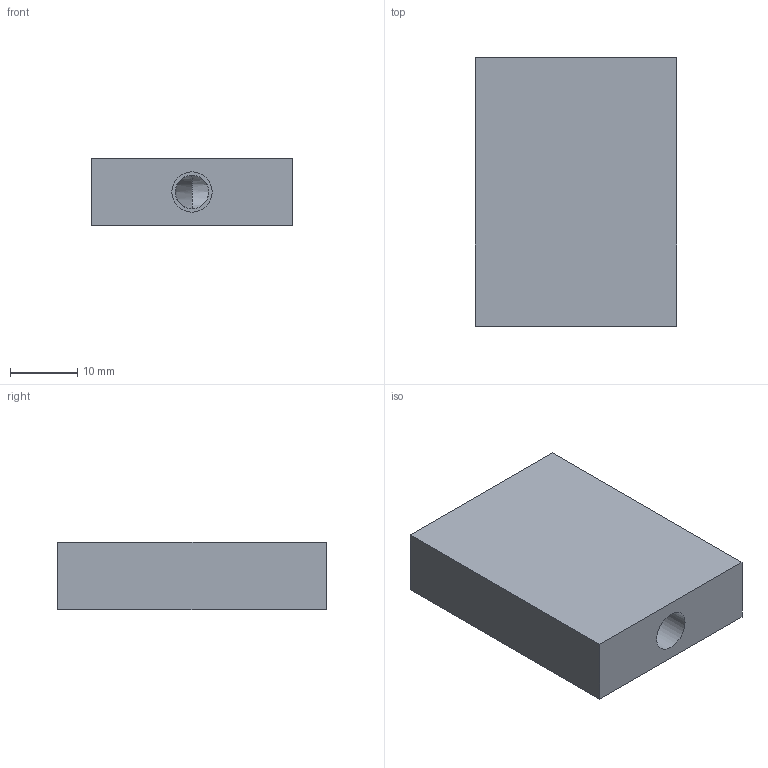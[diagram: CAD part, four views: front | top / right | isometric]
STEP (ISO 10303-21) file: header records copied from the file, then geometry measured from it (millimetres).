
FILE_DESCRIPTION(/* description */ (''),/* implementation_level */ '2;1');
FILE_NAME(/* name */ 'Misc-2-Way-Splitter.step',/* time_stamp */ '2022-04-07T15:16:09+01:00',/* author */ (''),/* organization */ (''),/* preprocessor_version */ 'ST-DEVELOPER v18.1',/* originating_system */ 'Autodesk Translation Framework v10.13.0.1454',/* authorisation */ '');
FILE_SCHEMA (('AUTOMOTIVE_DESIGN { 1 0 10303 214 3 1 1 }'));
Length unit declared in the file: millimetre
Products named in the file (1): Splitter_5mm
Bounding box: 30 x 40 x 10 mm (x, y, z)
Volume: 10610.2 mm3; surface area: 4781.9 mm2
Topology: 1 solids, 1 shells, 15 faces, 32 edges, 21 vertices
Faces by surface type: plane 9, cylinder 4, bspline 2
Full cylindrical faces by diameter (mm): 5 x1, 6 x3
Entity records: 858 total; most frequent: CARTESIAN_POINT 505, ORIENTED_EDGE 64, DIRECTION 58, EDGE_CURVE 32, EDGE_LOOP 21, VERTEX_POINT 21, AXIS2_PLACEMENT_3D 21, LINE 16
